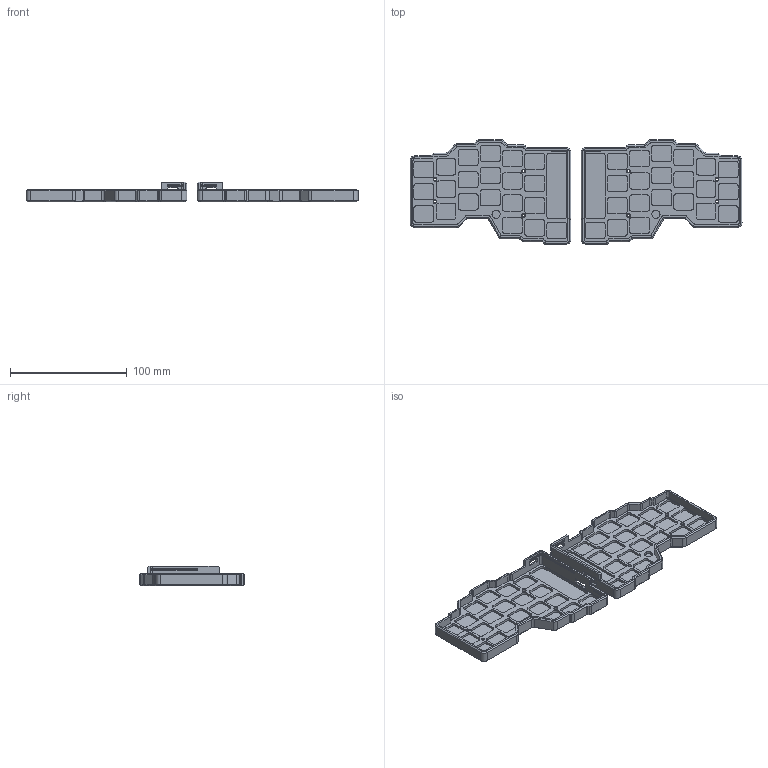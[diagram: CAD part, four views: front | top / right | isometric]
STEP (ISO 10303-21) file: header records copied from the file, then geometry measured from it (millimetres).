
FILE_DESCRIPTION(/* description */ (''),/* implementation_level */ '2;1');
FILE_NAME(/* name */ 'mriya-classic-fdm-v1.03.step',/* time_stamp */ '2024-08-22T05:38:22+03:00',/* author */ (''),/* organization */ (''),/* preprocessor_version */ 'ST-DEVELOPER v20',/* originating_system */ 'Autodesk Translation Framework v13.14.0.145',/* authorisation */ '');
FILE_SCHEMA (('AUTOMOTIVE_DESIGN { 1 0 10303 214 3 1 1 }'));
Length unit declared in the file: millimetre
Products named in the file (1): mriya-classic-fdm
Bounding box: 284.5 x 89.6 x 17.1 mm (x, y, z)
Volume: 66229.7 mm3; surface area: 62524.7 mm2
Topology: 2 solids, 2 shells, 950 faces, 2406 edges, 1540 vertices
Faces by surface type: plane 518, cylinder 324, cone 108
Full cylindrical faces by diameter (mm): 2.2 x8, 3.2 x8, 4 x8, 7 x2, 8 x12
Entity records: 28581 total; most frequent: DIRECTION 5092, CARTESIAN_POINT 4915, ORIENTED_EDGE 4812, EDGE_CURVE 2406, AXIS2_PLACEMENT_3D 1737, LINE 1618, VECTOR 1618, VERTEX_POINT 1540
